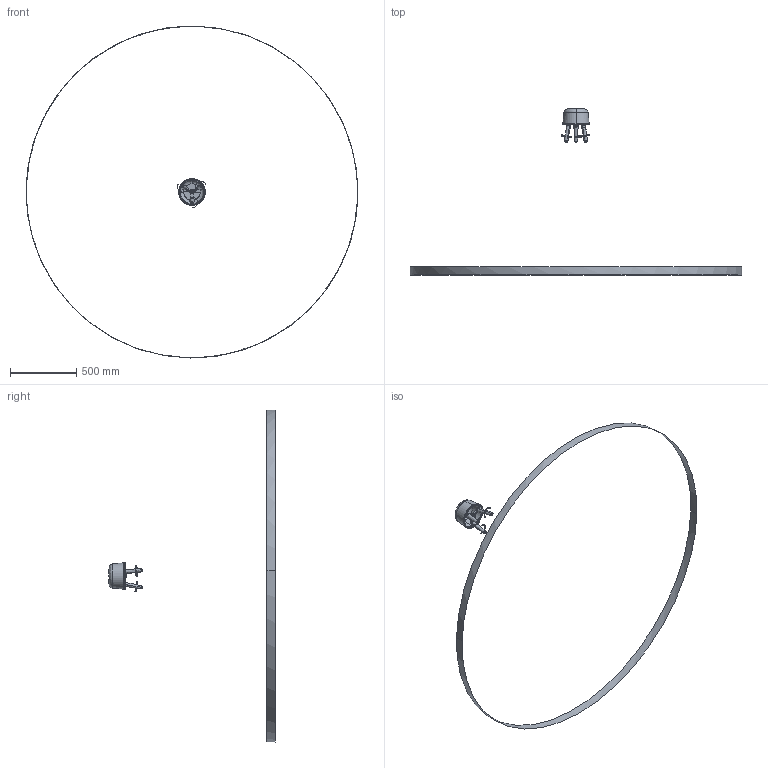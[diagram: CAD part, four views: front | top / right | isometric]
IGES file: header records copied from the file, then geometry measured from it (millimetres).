
Start section: SolidWorks IGES file using analytic representation for surfaces
Global section: file name: MILK.IGS; native system: SolidWorks 2008; preprocessor: SolidWorks 2008; author: nna; date: 100804.104546; units: millimetre
Bounding box: 2503.85 x 1255.61 x 2505.16 mm (x, y, z)
Surface area: 736718.5 mm2 (no closed solid volume)
Topology: 0 solids, 0 shells, 725 faces, 7282 edges, 7278 vertices
Faces by surface type: bspline 622, revolution 103
